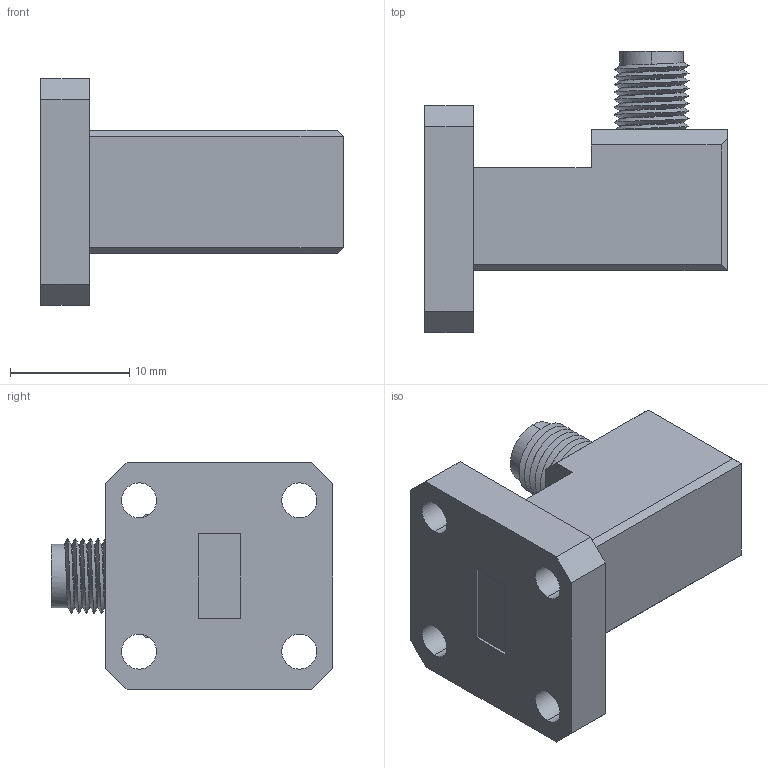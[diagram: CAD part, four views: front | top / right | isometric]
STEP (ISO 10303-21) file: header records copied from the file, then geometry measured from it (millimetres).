
FILE_DESCRIPTION (( 'STEP AP203' ), '1' );
FILE_NAME ('DMWC-28-101-1.STEP', '2017-07-13T18:28:34', ( '' ), ( '' ), 'SwSTEP 2.0', 'SolidWorks 2013', '' );
FILE_SCHEMA (( 'CONFIG_CONTROL_DESIGN' ));
Length unit declared in the file: inch
Products named in the file (1): DMWC-28-101-1
Bounding box: 25.4 x 23.62 x 19.05 mm (x, y, z)
Volume: 3730.8 mm3; surface area: 2310.3 mm2
Topology: 2 solids, 2 shells, 64 faces, 169 edges, 112 vertices
Faces by surface type: plane 32, cylinder 30, bspline 2
Entity records: 3048 total; most frequent: CARTESIAN_POINT 1454, ORIENTED_EDGE 338, DIRECTION 283, EDGE_CURVE 169, VERTEX_POINT 112, LINE 103, VECTOR 103, AXIS2_PLACEMENT_3D 90
